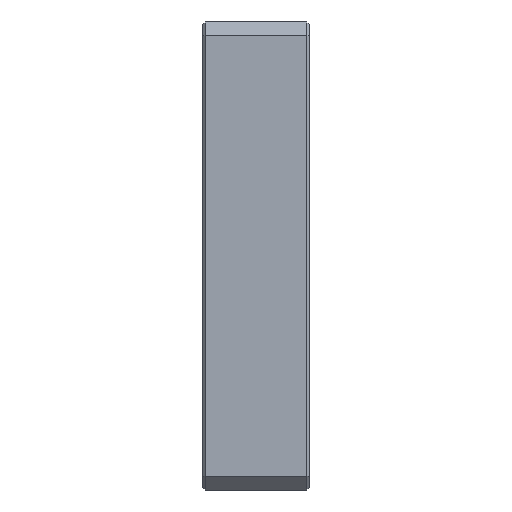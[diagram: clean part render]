
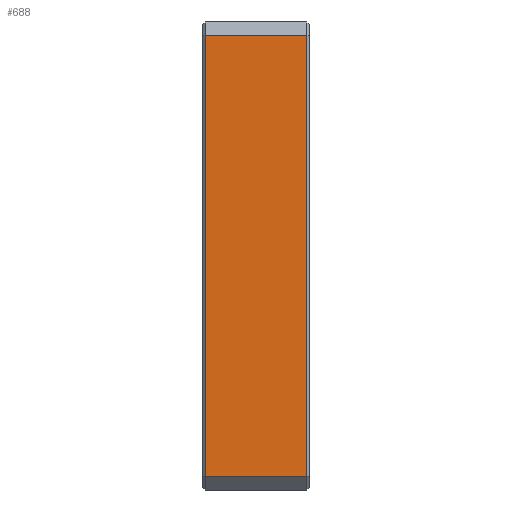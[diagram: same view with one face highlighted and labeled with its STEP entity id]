
A CAD part, left-side view. The second image highlights one B-rep face of the part: STEP entity #688.
In plain terms, the highlighted planar face has unit normal (-1, 0, 0).
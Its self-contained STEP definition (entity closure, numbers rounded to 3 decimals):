
#193 = ORIENTED_EDGE ( 'NONE', *, *, #886, .T. ) ;
#286 = FACE_OUTER_BOUND ( 'NONE', #367, .T. ) ;
#326 = VECTOR ( 'NONE', #1691, 1000. ) ;
#367 = EDGE_LOOP ( 'NONE', ( #1787, #193, #1570, #1437 ) ) ;
#452 = CARTESIAN_POINT ( 'NONE',  ( -25., 7.8, -16.5 ) ) ;
#531 = VECTOR ( 'NONE', #1198, 1000. ) ;
#570 = LINE ( 'NONE', #1935, #531 ) ;
#589 = EDGE_CURVE ( 'NONE', #1578, #1484, #570, .T. ) ;
#604 = CARTESIAN_POINT ( 'NONE',  ( -25., 8., 16.5 ) ) ;
#609 = DIRECTION ( 'NONE',  ( 0., 0., 1. ) ) ;
#644 = VECTOR ( 'NONE', #727, 1000. ) ;
#688 = ADVANCED_FACE ( 'NONE', ( #286 ), #887, .F. ) ;
#702 = VECTOR ( 'NONE', #609, 1000. ) ;
#727 = DIRECTION ( 'NONE',  ( 0., 1., 0. ) ) ;
#740 = CARTESIAN_POINT ( 'NONE',  ( -25., 8., 17.5 ) ) ;
#773 = CARTESIAN_POINT ( 'NONE',  ( -25., 7.8, -16.5 ) ) ;
#886 = EDGE_CURVE ( 'NONE', #1484, #1384, #1509, .T. ) ;
#887 = PLANE ( 'NONE',  #1130 ) ;
#902 = EDGE_CURVE ( 'NONE', #1613, #1578, #1070, .T. ) ;
#904 = CARTESIAN_POINT ( 'NONE',  ( -25., 0.2, -16.5 ) ) ;
#908 = DIRECTION ( 'NONE',  ( 0., 0., -1. ) ) ;
#977 = CARTESIAN_POINT ( 'NONE',  ( -25., 0.2, 16.5 ) ) ;
#1070 = LINE ( 'NONE', #773, #326 ) ;
#1130 = AXIS2_PLACEMENT_3D ( 'NONE', #740, #1508, #908 ) ;
#1168 = EDGE_CURVE ( 'NONE', #1384, #1613, #1203, .T. ) ;
#1198 = DIRECTION ( 'NONE',  ( 0., -1., 0. ) ) ;
#1203 = LINE ( 'NONE', #604, #644 ) ;
#1384 = VERTEX_POINT ( 'NONE', #977 ) ;
#1437 = ORIENTED_EDGE ( 'NONE', *, *, #902, .T. ) ;
#1484 = VERTEX_POINT ( 'NONE', #904 ) ;
#1508 = DIRECTION ( 'NONE',  ( 1., 0., 0. ) ) ;
#1509 = LINE ( 'NONE', #1553, #702 ) ;
#1553 = CARTESIAN_POINT ( 'NONE',  ( -25., 0.2, 17.5 ) ) ;
#1570 = ORIENTED_EDGE ( 'NONE', *, *, #1168, .T. ) ;
#1576 = CARTESIAN_POINT ( 'NONE',  ( -25., 7.8, 16.5 ) ) ;
#1578 = VERTEX_POINT ( 'NONE', #452 ) ;
#1613 = VERTEX_POINT ( 'NONE', #1576 ) ;
#1691 = DIRECTION ( 'NONE',  ( 0., 0., -1. ) ) ;
#1787 = ORIENTED_EDGE ( 'NONE', *, *, #589, .T. ) ;
#1935 = CARTESIAN_POINT ( 'NONE',  ( -25., 8., -16.5 ) ) ;
